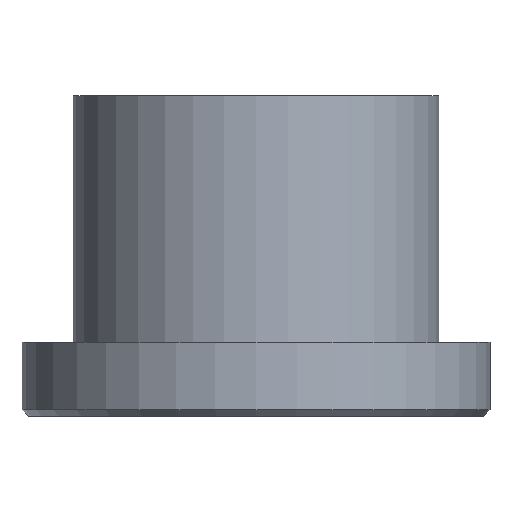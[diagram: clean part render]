
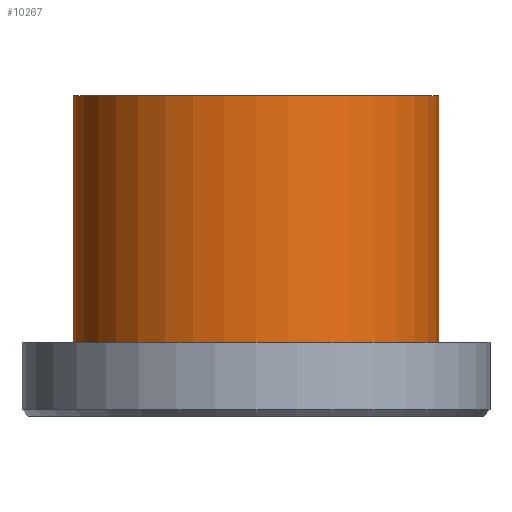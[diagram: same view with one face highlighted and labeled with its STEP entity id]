
A CAD part, front view. The second image highlights one B-rep face of the part: STEP entity #10267.
In plain terms, the highlighted cylindrical face has radius 14.85 mm (diameter 29.7 mm), a partial arc.
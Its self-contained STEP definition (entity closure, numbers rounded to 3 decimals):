
#97 = VERTEX_POINT ( 'NONE', #9753 ) ;
#144 = VERTEX_POINT ( 'NONE', #2891 ) ;
#467 = AXIS2_PLACEMENT_3D ( 'NONE', #12618, #11680, #6467 ) ;
#899 = CARTESIAN_POINT ( 'NONE',  ( -14.85, 0., 13. ) ) ;
#915 = AXIS2_PLACEMENT_3D ( 'NONE', #7744, #6568, #1437 ) ;
#1437 = DIRECTION ( 'NONE',  ( 1., 0., 0. ) ) ;
#1471 = LINE ( 'NONE', #4323, #7730 ) ;
#2116 = FACE_OUTER_BOUND ( 'NONE', #5322, .T. ) ;
#2524 = EDGE_CURVE ( 'NONE', #4617, #5427, #2913, .T. ) ;
#2891 = CARTESIAN_POINT ( 'NONE',  ( 14.85, 0., 13. ) ) ;
#2913 = CIRCLE ( 'NONE', #467, 14.85 ) ;
#2958 = CARTESIAN_POINT ( 'NONE',  ( 14.85, 0., -7. ) ) ;
#3734 = EDGE_CURVE ( 'NONE', #97, #144, #4029, .T. ) ;
#3774 = ORIENTED_EDGE ( 'NONE', *, *, #3734, .F. ) ;
#4029 = CIRCLE ( 'NONE', #915, 14.85 ) ;
#4313 = ORIENTED_EDGE ( 'NONE', *, *, #2524, .T. ) ;
#4323 = CARTESIAN_POINT ( 'NONE',  ( 14.85, 0., 13. ) ) ;
#4617 = VERTEX_POINT ( 'NONE', #12209 ) ;
#4629 = AXIS2_PLACEMENT_3D ( 'NONE', #9956, #10049, #11069 ) ;
#5322 = EDGE_LOOP ( 'NONE', ( #10488, #4313, #11438, #3774 ) ) ;
#5427 = VERTEX_POINT ( 'NONE', #2958 ) ;
#5810 = EDGE_CURVE ( 'NONE', #4617, #97, #7135, .T. ) ;
#6467 = DIRECTION ( 'NONE',  ( 1., 0., 0. ) ) ;
#6568 = DIRECTION ( 'NONE',  ( 0., 0., 1. ) ) ;
#7135 = LINE ( 'NONE', #899, #9571 ) ;
#7730 = VECTOR ( 'NONE', #8530, 1000. ) ;
#7744 = CARTESIAN_POINT ( 'NONE',  ( 0., 0., 13. ) ) ;
#8262 = DIRECTION ( 'NONE',  ( 0., 0., 1. ) ) ;
#8530 = DIRECTION ( 'NONE',  ( 0., 0., 1. ) ) ;
#9571 = VECTOR ( 'NONE', #8262, 1000. ) ;
#9610 = EDGE_CURVE ( 'NONE', #5427, #144, #1471, .T. ) ;
#9753 = CARTESIAN_POINT ( 'NONE',  ( -14.85, 0., 13. ) ) ;
#9956 = CARTESIAN_POINT ( 'NONE',  ( 0., 0., 13. ) ) ;
#10049 = DIRECTION ( 'NONE',  ( 0., 0., 1. ) ) ;
#10267 = ADVANCED_FACE ( 'NONE', ( #2116 ), #13226, .T. ) ;
#10488 = ORIENTED_EDGE ( 'NONE', *, *, #5810, .F. ) ;
#11069 = DIRECTION ( 'NONE',  ( 1., 0., 0. ) ) ;
#11438 = ORIENTED_EDGE ( 'NONE', *, *, #9610, .T. ) ;
#11680 = DIRECTION ( 'NONE',  ( 0., 0., 1. ) ) ;
#12209 = CARTESIAN_POINT ( 'NONE',  ( -14.85, 0., -7. ) ) ;
#12618 = CARTESIAN_POINT ( 'NONE',  ( 0., 0., -7. ) ) ;
#13226 = CYLINDRICAL_SURFACE ( 'NONE', #4629, 14.85 ) ;
